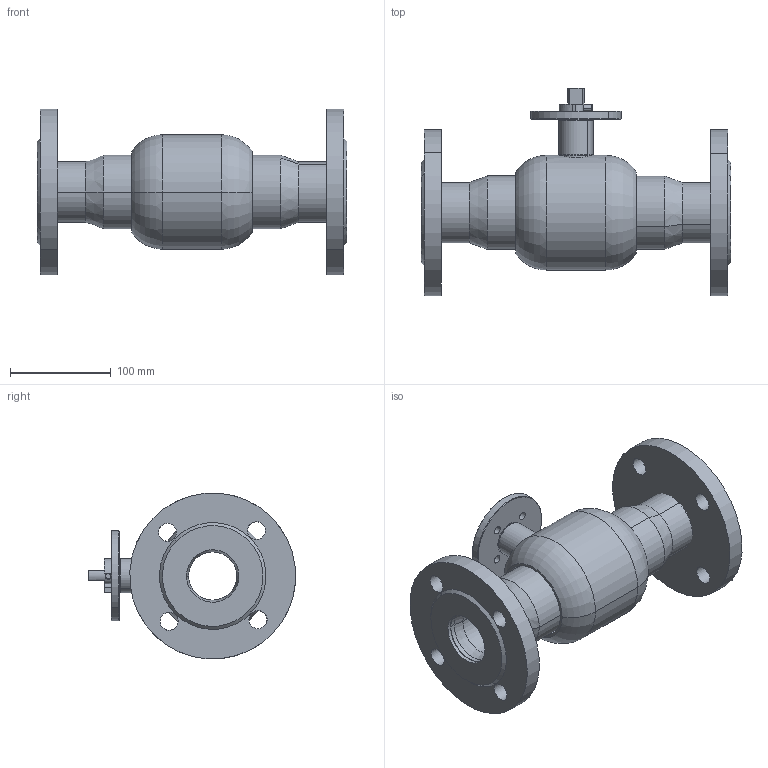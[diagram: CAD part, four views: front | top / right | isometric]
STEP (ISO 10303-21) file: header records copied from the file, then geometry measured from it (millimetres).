
FILE_DESCRIPTION (( 'STEP AP214' ), '1' );
FILE_NAME ('通径DN50法兰球阀-蜗轮盘PN25.STEP', '2026-01-28T02:32:53', ( '' ), ( '' ), 'SwSTEP 2.0', 'SolidWorks 2022', '' );
FILE_SCHEMA (( 'AUTOMOTIVE_DESIGN' ));
Length unit declared in the file: millimetre
Products named in the file (8): Q61F-65-3概裝; Q61F-65-5粣杶; Q61F-65-16詩种; 通径DN50法兰球阀-蜗轮盘PN25; 50..楊擘2.5; 50-65攫; 籵噤諉50; DN65概极 - 萵掛
Assembly tree (9 placements, depth 2):
  通径DN50法兰球阀-蜗轮盘PN25
    Q61F-65-5粣杶
    DN65概极 - 萵掛
    50-65攫
    籵噤諉50  x2
    50..楊擘2.5  x2
    Q61F-65-3概裝
    Q61F-65-16詩种
Bounding box: 308 x 205.82 x 164.61 mm (x, y, z)
Volume: 1206174.8 mm3; surface area: 323639.5 mm2
Topology: 9 solids, 9 shells, 203 faces, 454 edges, 282 vertices
Faces by surface type: cylinder 107, plane 48, cone 30, torus 18
Entity records: 5558 total; most frequent: CARTESIAN_POINT 1170, DIRECTION 884, ORIENTED_EDGE 712, AXIS2_PLACEMENT_3D 376, EDGE_CURVE 356, VERTEX_POINT 222, CIRCLE 206, EDGE_LOOP 198
